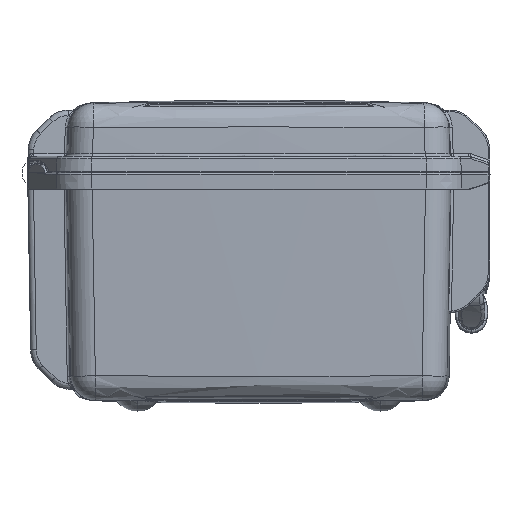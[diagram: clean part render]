
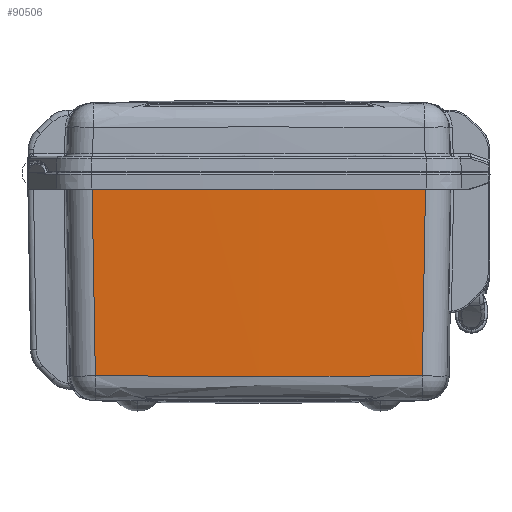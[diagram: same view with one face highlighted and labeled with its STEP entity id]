
A CAD part, left-side view. The second image highlights one B-rep face of the part: STEP entity #90506.
In plain terms, the highlighted conical face has half-angle 1 degrees and reference radius 5899.78 mm.
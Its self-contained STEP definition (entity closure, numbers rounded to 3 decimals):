
#61550=CARTESIAN_POINT('',(5702.583,0.,-3.5));
#61551=DIRECTION('',(0.,0.,1.));
#61552=DIRECTION('',(-1.,0.,0.));
#61553=AXIS2_PLACEMENT_3D('',#61550,#61551,#61552);
#61555=CARTESIAN_POINT('',(5702.583,0.,-3.5));
#61556=DIRECTION('',(0.,0.,1.));
#61557=DIRECTION('',(-1.,0.02,0.));
#61558=AXIS2_PLACEMENT_3D('',#61555,#61556,#61557);
#63495=CARTESIAN_POINT('',(-194.799,-117.141,
-145.407));
#63496=CARTESIAN_POINT('',(-195.069,-117.412,
-129.64));
#63497=CARTESIAN_POINT('',(-195.608,-117.953,
-98.103));
#63498=CARTESIAN_POINT('',(-196.418,-118.766,
-50.801));
#63499=CARTESIAN_POINT('',(-196.957,-119.308,
-19.267));
#63500=CARTESIAN_POINT('',(-197.227,-119.579,
-3.5));
#63502=CARTESIAN_POINT('',(-195.957,0.,
-145.703));
#63503=CARTESIAN_POINT('',(-195.957,-19.525,
-145.703));
#63504=CARTESIAN_POINT('',(-195.764,-58.575,
-145.648));
#63505=CARTESIAN_POINT('',(-195.185,-97.62,
-145.492));
#63506=CARTESIAN_POINT('',(-194.799,-117.141,
-145.407));
#63508=CARTESIAN_POINT('',(-194.799,117.141,
-145.407));
#63509=CARTESIAN_POINT('',(-195.571,78.099,
-145.576));
#63510=CARTESIAN_POINT('',(-195.957,39.05,
-145.703));
#63511=CARTESIAN_POINT('',(-195.957,0.,
-145.703));
#63513=CARTESIAN_POINT('',(-197.227,119.579,
-3.5));
#63514=CARTESIAN_POINT('',(-196.957,119.308,
-19.267));
#63515=CARTESIAN_POINT('',(-196.418,118.766,
-50.801));
#63516=CARTESIAN_POINT('',(-195.608,117.953,
-98.103));
#63517=CARTESIAN_POINT('',(-195.069,117.412,
-129.64));
#63518=CARTESIAN_POINT('',(-194.799,117.141,
-145.407));
#73592=VERTEX_POINT('',#63495);
#73593=VERTEX_POINT('',#63500);
#73594=CARTESIAN_POINT('',(-198.439,0.,-3.5));
#73595=VERTEX_POINT('',#73594);
#73596=CARTESIAN_POINT('',(-197.227,119.579,-3.5));
#73597=VERTEX_POINT('',#73596);
#73598=VERTEX_POINT('',#63518);
#73599=VERTEX_POINT('',#63511);
#90492=CARTESIAN_POINT('',(5702.583,0.,-74.599));
#90493=DIRECTION('',(0.,0.,1.));
#90494=DIRECTION('',(1.,0.,0.));
#90495=AXIS2_PLACEMENT_3D('',#90492,#90493,#90494);
#90496=CONICAL_SURFACE('',#90495,5899.781,1.);
#90498=ORIENTED_EDGE('',*,*,#90497,.F.);
#90499=ORIENTED_EDGE('',*,*,#89573,.F.);
#90500=ORIENTED_EDGE('',*,*,#89571,.F.);
#90501=ORIENTED_EDGE('',*,*,#90483,.F.);
#90502=ORIENTED_EDGE('',*,*,#86382,.T.);
#90503=ORIENTED_EDGE('',*,*,#86380,.T.);
#90504=EDGE_LOOP('',(#90498,#90499,#90500,#90501,#90502,#90503));
#90505=FACE_OUTER_BOUND('',#90504,.F.);
#61554=CIRCLE('',#61553,5901.022);
#61559=CIRCLE('',#61558,5901.022);
#63501=B_SPLINE_CURVE_WITH_KNOTS('',3,(#63495,#63496,#63497,#63498,#63499,
#63500),.UNSPECIFIED.,.F.,.F.,(4,1,1,4),(0.,0.333,
0.667,1.),.UNSPECIFIED.);
#63507=B_SPLINE_CURVE_WITH_KNOTS('',3,(#63502,#63503,#63504,#63505,#63506),
.UNSPECIFIED.,.F.,.F.,(4,1,4),(0.,0.5,1.),.UNSPECIFIED.);
#63512=B_SPLINE_CURVE_WITH_KNOTS('',3,(#63508,#63509,#63510,#63511),
.UNSPECIFIED.,.F.,.F.,(4,4),(0.,1.),.UNSPECIFIED.);
#63519=B_SPLINE_CURVE_WITH_KNOTS('',3,(#63513,#63514,#63515,#63516,#63517,
#63518),.UNSPECIFIED.,.F.,.F.,(4,1,1,4),(0.,0.333,
0.667,1.),.UNSPECIFIED.);
#86380=EDGE_CURVE('',#73595,#73593,#61554,.T.);
#86382=EDGE_CURVE('',#73597,#73595,#61559,.T.);
#89571=EDGE_CURVE('',#73598,#73599,#63512,.T.);
#89573=EDGE_CURVE('',#73599,#73592,#63507,.T.);
#90483=EDGE_CURVE('',#73597,#73598,#63519,.T.);
#90497=EDGE_CURVE('',#73592,#73593,#63501,.T.);
#90506=ADVANCED_FACE('',(#90505),#90496,.T.);
